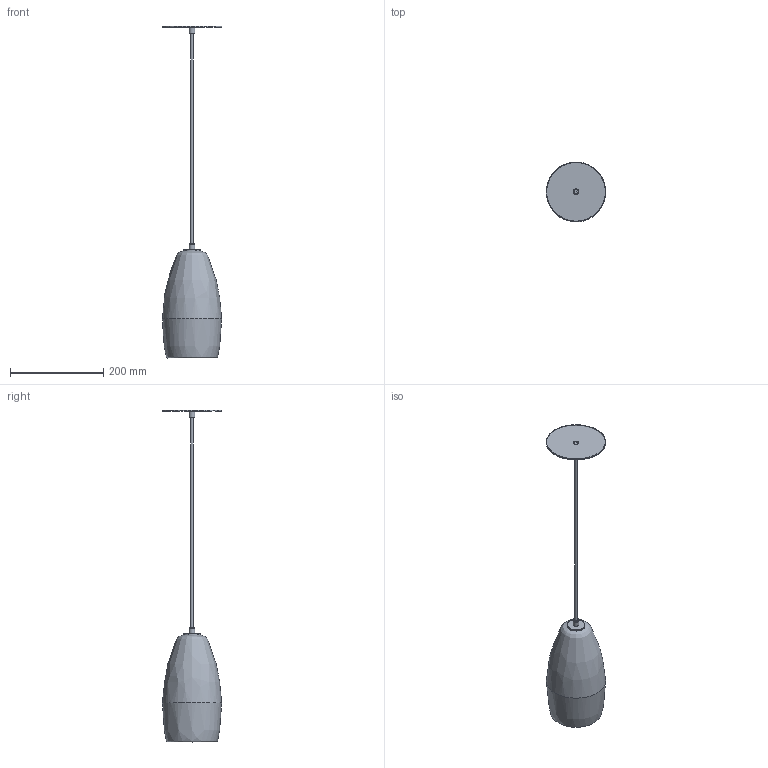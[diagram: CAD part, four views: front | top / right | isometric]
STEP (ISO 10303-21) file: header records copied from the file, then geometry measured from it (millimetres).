
FILE_DESCRIPTION(/* description */ (''),/* implementation_level */ '2;1');
FILE_NAME(/* name */ '206B82~1',/* time_stamp */ '2022-01-28T17:01:27-06:00',/* author */ (''),/* organization */ (''),/* preprocessor_version */ 'ST-DEVELOPER v16.5',/* originating_system */ '',/* authorisation */ '');
FILE_SCHEMA (('AUTOMOTIVE_DESIGN'));
Length unit declared in the file: inch
Products named in the file (1): Document
Bounding box: 127 x 127 x 710.83 mm (x, y, z)
Volume: 496391.7 mm3; surface area: 222017.7 mm2
Topology: 5 solids, 9 shells, 50 faces, 119 edges, 85 vertices
Faces by surface type: bspline 34, plane 16
Entity records: 4502 total; most frequent: CARTESIAN_POINT 3773, ORIENTED_EDGE 194, EDGE_CURVE 115, VERTEX_POINT 85, EDGE_LOOP 64, B_SPLINE_CURVE_WITH_KNOTS 53, ADVANCED_FACE 50, FACE_OUTER_BOUND 50
